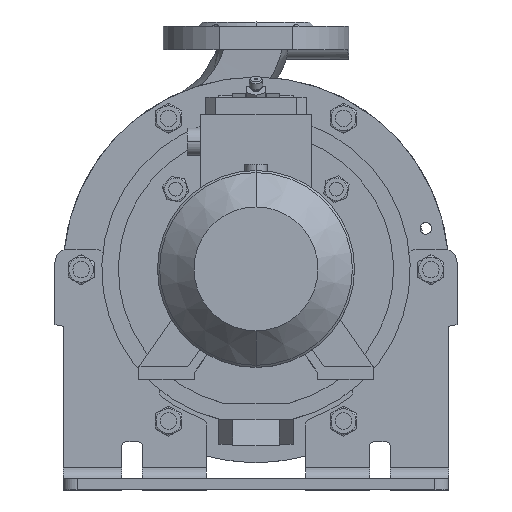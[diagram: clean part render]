
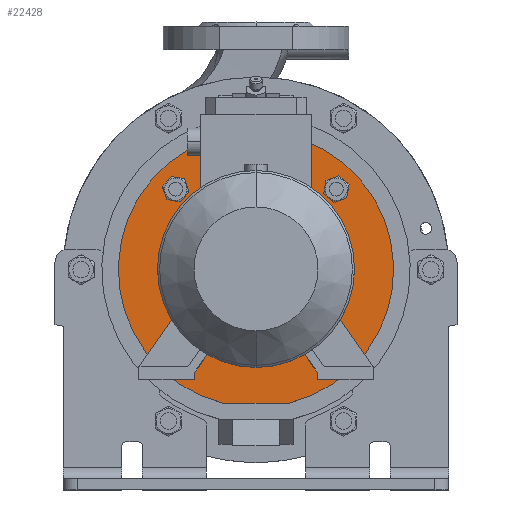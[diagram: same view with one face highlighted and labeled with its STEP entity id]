
A CAD part, top view. The second image highlights one B-rep face of the part: STEP entity #22428.
In plain terms, the highlighted planar face has unit normal (0, 0, 1).
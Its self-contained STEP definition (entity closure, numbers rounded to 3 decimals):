
#246 = EDGE_CURVE ( 'NONE', #940, #46402, #20439, .T. ) ;
#300 = AXIS2_PLACEMENT_3D ( 'NONE', #54567, #1628, #54011 ) ;
#850 = CARTESIAN_POINT ( 'NONE',  ( 0., 100., 168. ) ) ;
#940 = VERTEX_POINT ( 'NONE', #37436 ) ;
#1628 = DIRECTION ( 'NONE',  ( 0., 0., 1. ) ) ;
#1691 = EDGE_LOOP ( 'NONE', ( #41642, #18236 ) ) ;
#1954 = AXIS2_PLACEMENT_3D ( 'NONE', #13040, #48855, #13248 ) ;
#2091 = EDGE_CURVE ( 'NONE', #46402, #940, #27114, .T. ) ;
#3107 = AXIS2_PLACEMENT_3D ( 'NONE', #50667, #48310, #34777 ) ;
#3117 = EDGE_CURVE ( 'NONE', #41282, #40070, #35221, .T. ) ;
#3204 = ORIENTED_EDGE ( 'NONE', *, *, #2091, .F. ) ;
#4226 = VERTEX_POINT ( 'NONE', #35289 ) ;
#4490 = CARTESIAN_POINT ( 'NONE',  ( -58.336, 58.336, 168. ) ) ;
#4732 = DIRECTION ( 'NONE',  ( 0., 0., -1. ) ) ;
#5549 = CARTESIAN_POINT ( 'NONE',  ( 0., 0., 168. ) ) ;
#5962 = CARTESIAN_POINT ( 'NONE',  ( 58.336, 58.336, 168. ) ) ;
#6590 = EDGE_LOOP ( 'NONE', ( #20952, #51920 ) ) ;
#6920 = EDGE_CURVE ( 'NONE', #40447, #48042, #48741, .T. ) ;
#7035 = ORIENTED_EDGE ( 'NONE', *, *, #31755, .F. ) ;
#7587 = VERTEX_POINT ( 'NONE', #46251 ) ;
#7626 = AXIS2_PLACEMENT_3D ( 'NONE', #23550, #23746, #36890 ) ;
#7765 = CARTESIAN_POINT ( 'NONE',  ( 0., 70., 168. ) ) ;
#8547 = VERTEX_POINT ( 'NONE', #34844 ) ;
#9033 = EDGE_CURVE ( 'NONE', #48042, #40447, #20557, .T. ) ;
#9072 = CARTESIAN_POINT ( 'NONE',  ( 56.934, 50.384, 168. ) ) ;
#10015 = VERTEX_POINT ( 'NONE', #7765 ) ;
#10445 = CARTESIAN_POINT ( 'NONE',  ( 0., 0., 168. ) ) ;
#10906 = AXIS2_PLACEMENT_3D ( 'NONE', #19609, #41481, #55402 ) ;
#11553 = FACE_BOUND ( 'NONE', #1691, .T. ) ;
#11989 = VERTEX_POINT ( 'NONE', #56696 ) ;
#12075 = ORIENTED_EDGE ( 'NONE', *, *, #35174, .T. ) ;
#13040 = CARTESIAN_POINT ( 'NONE',  ( -58.336, -58.336, 168. ) ) ;
#13248 = DIRECTION ( 'NONE',  ( 0., -1., 0. ) ) ;
#13587 = CARTESIAN_POINT ( 'NONE',  ( 0., 0., 168. ) ) ;
#13623 = FACE_BOUND ( 'NONE', #14452, .T. ) ;
#13789 = EDGE_LOOP ( 'NONE', ( #12075, #56234, #38408 ) ) ;
#14452 = EDGE_LOOP ( 'NONE', ( #18658, #26154 ) ) ;
#14770 = DIRECTION ( 'NONE',  ( 0., 0., -1. ) ) ;
#15062 = CARTESIAN_POINT ( 'NONE',  ( -66.289, 59.739, 168. ) ) ;
#16492 = CIRCLE ( 'NONE', #300, 8.075 ) ;
#16570 = CARTESIAN_POINT ( 'NONE',  ( 58.336, -58.336, 168. ) ) ;
#18155 = DIRECTION ( 'NONE',  ( 0., -1., 0. ) ) ;
#18236 = ORIENTED_EDGE ( 'NONE', *, *, #55780, .T. ) ;
#18262 = AXIS2_PLACEMENT_3D ( 'NONE', #50449, #24299, #50835 ) ;
#18593 = CARTESIAN_POINT ( 'NONE',  ( -100., -97., 168. ) ) ;
#18658 = ORIENTED_EDGE ( 'NONE', *, *, #6920, .F. ) ;
#18765 = AXIS2_PLACEMENT_3D ( 'NONE', #10445, #19282, #27808 ) ;
#18818 = DIRECTION ( 'NONE',  ( 0., 1., 0. ) ) ;
#19282 = DIRECTION ( 'NONE',  ( 0., 0., -1. ) ) ;
#19518 = EDGE_LOOP ( 'NONE', ( #42195, #7035 ) ) ;
#19600 = VERTEX_POINT ( 'NONE', #47412 ) ;
#19609 = CARTESIAN_POINT ( 'NONE',  ( 0., 100., 168. ) ) ;
#20104 = AXIS2_PLACEMENT_3D ( 'NONE', #25834, #43242, #39001 ) ;
#20439 = CIRCLE ( 'NONE', #1954, 8.075 ) ;
#20557 = CIRCLE ( 'NONE', #22846, 8.075 ) ;
#20952 = ORIENTED_EDGE ( 'NONE', *, *, #21865, .F. ) ;
#21865 = EDGE_CURVE ( 'NONE', #48368, #7587, #41342, .T. ) ;
#22428 = ADVANCED_FACE ( 'NONE', ( #37135, #48258, #38522, #13623, #26765, #11553 ), #28870, .T. ) ;
#22846 = AXIS2_PLACEMENT_3D ( 'NONE', #4490, #31283, #18155 ) ;
#23550 = CARTESIAN_POINT ( 'NONE',  ( -58.336, -58.336, 168. ) ) ;
#23746 = DIRECTION ( 'NONE',  ( 0., 0., 1. ) ) ;
#24299 = DIRECTION ( 'NONE',  ( 0., 0., 1. ) ) ;
#25834 = CARTESIAN_POINT ( 'NONE',  ( -58.336, 58.336, 168. ) ) ;
#26154 = ORIENTED_EDGE ( 'NONE', *, *, #9033, .F. ) ;
#26185 = CIRCLE ( 'NONE', #3107, 100. ) ;
#26733 = CIRCLE ( 'NONE', #51740, 8.075 ) ;
#26765 = FACE_OUTER_BOUND ( 'NONE', #13789, .T. ) ;
#26769 = CIRCLE ( 'NONE', #36520, 70. ) ;
#27114 = CIRCLE ( 'NONE', #7626, 8.075 ) ;
#27139 = EDGE_CURVE ( 'NONE', #7587, #48368, #26733, .T. ) ;
#27808 = DIRECTION ( 'NONE',  ( 0., 1., 0. ) ) ;
#28600 = LINE ( 'NONE', #18593, #40398 ) ;
#28870 = PLANE ( 'NONE',  #10906 ) ;
#30109 = CARTESIAN_POINT ( 'NONE',  ( -50.384, 56.934, 168. ) ) ;
#31283 = DIRECTION ( 'NONE',  ( 0., 0., 1. ) ) ;
#31755 = EDGE_CURVE ( 'NONE', #8547, #4226, #16492, .T. ) ;
#34011 = CIRCLE ( 'NONE', #39195, 70. ) ;
#34534 = EDGE_LOOP ( 'NONE', ( #3204, #43970 ) ) ;
#34596 = AXIS2_PLACEMENT_3D ( 'NONE', #16570, #48123, #34751 ) ;
#34751 = DIRECTION ( 'NONE',  ( 0., -1., 0. ) ) ;
#34777 = DIRECTION ( 'NONE',  ( 0., 1., 0. ) ) ;
#34844 = CARTESIAN_POINT ( 'NONE',  ( 66.289, -59.739, 168. ) ) ;
#35174 = EDGE_CURVE ( 'NONE', #41282, #11989, #28600, .T. ) ;
#35221 = CIRCLE ( 'NONE', #18765, 100. ) ;
#35289 = CARTESIAN_POINT ( 'NONE',  ( 50.384, -56.934, 168. ) ) ;
#36520 = AXIS2_PLACEMENT_3D ( 'NONE', #5549, #14770, #18818 ) ;
#36890 = DIRECTION ( 'NONE',  ( 0., -1., 0. ) ) ;
#37135 = FACE_BOUND ( 'NONE', #34534, .T. ) ;
#37436 = CARTESIAN_POINT ( 'NONE',  ( -59.739, -66.289, 168. ) ) ;
#38408 = ORIENTED_EDGE ( 'NONE', *, *, #3117, .F. ) ;
#38522 = FACE_BOUND ( 'NONE', #6590, .T. ) ;
#39001 = DIRECTION ( 'NONE',  ( 0., -1., 0. ) ) ;
#39195 = AXIS2_PLACEMENT_3D ( 'NONE', #13587, #4732, #40637 ) ;
#40070 = VERTEX_POINT ( 'NONE', #850 ) ;
#40398 = VECTOR ( 'NONE', #40852, 1000. ) ;
#40447 = VERTEX_POINT ( 'NONE', #30109 ) ;
#40637 = DIRECTION ( 'NONE',  ( 0., 1., 0. ) ) ;
#40852 = DIRECTION ( 'NONE',  ( 1., 0., 0. ) ) ;
#40950 = EDGE_CURVE ( 'NONE', #4226, #8547, #46507, .T. ) ;
#41282 = VERTEX_POINT ( 'NONE', #50406 ) ;
#41286 = DIRECTION ( 'NONE',  ( 0., 0., 1. ) ) ;
#41342 = CIRCLE ( 'NONE', #18262, 8.075 ) ;
#41481 = DIRECTION ( 'NONE',  ( 0., 0., 1. ) ) ;
#41642 = ORIENTED_EDGE ( 'NONE', *, *, #42601, .T. ) ;
#42195 = ORIENTED_EDGE ( 'NONE', *, *, #40950, .F. ) ;
#42601 = EDGE_CURVE ( 'NONE', #10015, #19600, #26769, .T. ) ;
#43242 = DIRECTION ( 'NONE',  ( 0., 0., 1. ) ) ;
#43970 = ORIENTED_EDGE ( 'NONE', *, *, #246, .F. ) ;
#46251 = CARTESIAN_POINT ( 'NONE',  ( 59.739, 66.289, 168. ) ) ;
#46402 = VERTEX_POINT ( 'NONE', #54427 ) ;
#46507 = CIRCLE ( 'NONE', #34596, 8.075 ) ;
#47412 = CARTESIAN_POINT ( 'NONE',  ( 0., -70., 168. ) ) ;
#48042 = VERTEX_POINT ( 'NONE', #15062 ) ;
#48123 = DIRECTION ( 'NONE',  ( 0., 0., 1. ) ) ;
#48258 = FACE_BOUND ( 'NONE', #19518, .T. ) ;
#48310 = DIRECTION ( 'NONE',  ( 0., 0., -1. ) ) ;
#48368 = VERTEX_POINT ( 'NONE', #9072 ) ;
#48741 = CIRCLE ( 'NONE', #20104, 8.075 ) ;
#48855 = DIRECTION ( 'NONE',  ( 0., 0., 1. ) ) ;
#49637 = DIRECTION ( 'NONE',  ( 0., -1., 0. ) ) ;
#50406 = CARTESIAN_POINT ( 'NONE',  ( -24.31, -97., 168. ) ) ;
#50436 = EDGE_CURVE ( 'NONE', #40070, #11989, #26185, .T. ) ;
#50449 = CARTESIAN_POINT ( 'NONE',  ( 58.336, 58.336, 168. ) ) ;
#50667 = CARTESIAN_POINT ( 'NONE',  ( 0., 0., 168. ) ) ;
#50835 = DIRECTION ( 'NONE',  ( 0., -1., 0. ) ) ;
#51740 = AXIS2_PLACEMENT_3D ( 'NONE', #5962, #41286, #49637 ) ;
#51920 = ORIENTED_EDGE ( 'NONE', *, *, #27139, .F. ) ;
#54011 = DIRECTION ( 'NONE',  ( 0., -1., 0. ) ) ;
#54427 = CARTESIAN_POINT ( 'NONE',  ( -56.934, -50.384, 168. ) ) ;
#54567 = CARTESIAN_POINT ( 'NONE',  ( 58.336, -58.336, 168. ) ) ;
#55402 = DIRECTION ( 'NONE',  ( 0., -1., 0. ) ) ;
#55780 = EDGE_CURVE ( 'NONE', #19600, #10015, #34011, .T. ) ;
#56234 = ORIENTED_EDGE ( 'NONE', *, *, #50436, .F. ) ;
#56696 = CARTESIAN_POINT ( 'NONE',  ( 24.31, -97., 168. ) ) ;
